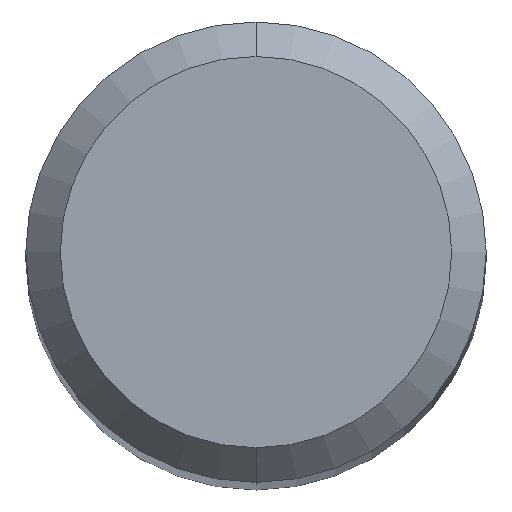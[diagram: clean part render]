
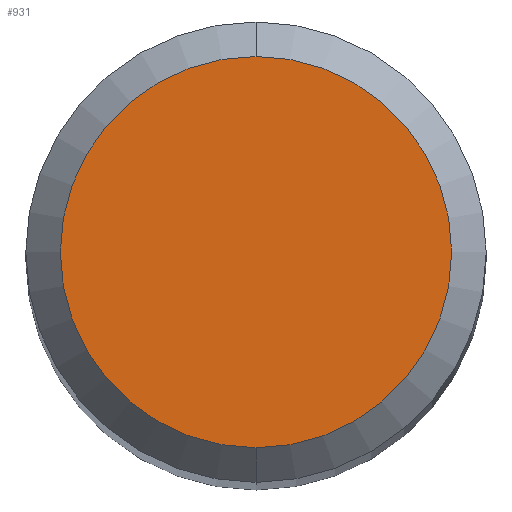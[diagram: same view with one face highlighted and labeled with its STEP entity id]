
A CAD part, top view. The second image highlights one B-rep face of the part: STEP entity #931.
In plain terms, the highlighted planar face has unit normal (0, 0, 1).
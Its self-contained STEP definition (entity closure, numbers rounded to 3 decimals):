
#435=VERTEX_POINT('',#1112);
#511=VERTEX_POINT('',#1196);
#741=EDGE_CURVE('',#511,#435,#1448,.T.);
#931=ADVANCED_FACE('',(#1655),#1656,.T.);
#987=EDGE_CURVE('',#435,#511,#1715,.T.);
#1112=CARTESIAN_POINT('',(0.,-1.7,0.0));
#1196=CARTESIAN_POINT('',(0.0,1.7,0.0));
#1448=CIRCLE('',#3057,1.7);
#1655=FACE_OUTER_BOUND('',#3684,.T.);
#1656=PLANE('',#3685);
#1715=CIRCLE('',#3870,1.7);
#3057=AXIS2_PLACEMENT_3D('',#4493,#4494,#4495);
#3684=EDGE_LOOP('',(#4704,#4705));
#3685=AXIS2_PLACEMENT_3D('',#4706,#4707,#4708);
#3870=AXIS2_PLACEMENT_3D('',#4755,#4756,#4757);
#4493=CARTESIAN_POINT('',(0.0,0.0,0.0));
#4494=DIRECTION('',(0.0,0.0,-1.0));
#4495=DIRECTION('',(0.0,1.0,0.0));
#4704=ORIENTED_EDGE('',*,*,#741,.F.);
#4705=ORIENTED_EDGE('',*,*,#987,.F.);
#4706=CARTESIAN_POINT('',(0.0,0.85,0.0));
#4707=DIRECTION('',(-0.0,0.0,1.0));
#4708=DIRECTION('',(0.0,-1.0,0.0));
#4755=CARTESIAN_POINT('',(0.0,0.0,0.0));
#4756=DIRECTION('',(0.0,0.0,-1.0));
#4757=DIRECTION('',(0.0,1.0,0.0));
